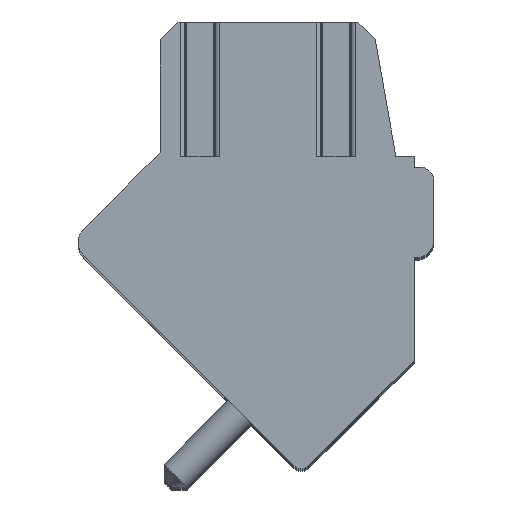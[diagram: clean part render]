
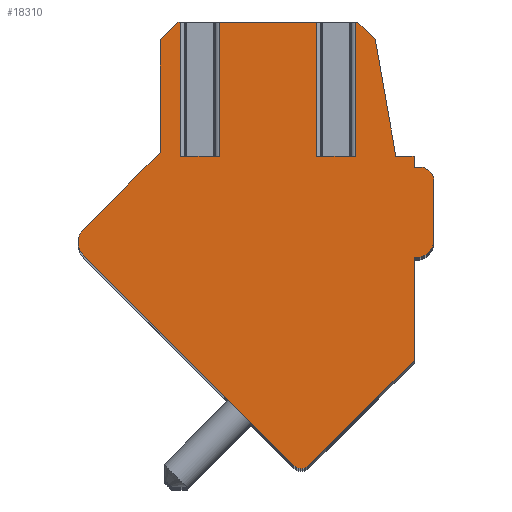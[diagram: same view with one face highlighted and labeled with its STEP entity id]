
A CAD part, top view. The second image highlights one B-rep face of the part: STEP entity #18310.
In plain terms, the highlighted planar face has unit normal (0, 0, 1).
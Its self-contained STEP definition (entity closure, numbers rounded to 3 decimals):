
#2433=DIRECTION('',(0.707,-0.707,0.));
#2434=VECTOR('',#2433,8.2);
#2435=CARTESIAN_POINT('',(-4.761,0.072,1.75));
#2436=LINE('',#2435,#2434);
#2797=DIRECTION('',(1.,0.,0.));
#2798=VECTOR('',#2797,1.07);
#2799=CARTESIAN_POINT('',(1.673,2.8,1.75));
#2800=LINE('',#2799,#2798);
#2801=DIRECTION('',(0.,1.,0.));
#2802=VECTOR('',#2801,3.7);
#2803=CARTESIAN_POINT('',(2.743,2.8,1.75));
#2804=LINE('',#2803,#2802);
#2805=DIRECTION('',(-1.,0.,0.));
#2806=VECTOR('',#2805,0.068);
#2807=CARTESIAN_POINT('',(2.811,6.5,1.75));
#2808=LINE('',#2807,#2806);
#2809=DIRECTION('',(-0.707,0.707,0.));
#2810=VECTOR('',#2809,0.677);
#2811=CARTESIAN_POINT('',(3.29,6.021,1.75));
#2812=LINE('',#2811,#2810);
#2813=DIRECTION('',(-0.174,0.985,0.));
#2814=VECTOR('',#2813,3.271);
#2815=CARTESIAN_POINT('',(3.858,2.8,1.75));
#2816=LINE('',#2815,#2814);
#2817=DIRECTION('',(-1.,0.,0.));
#2818=VECTOR('',#2817,0.5);
#2819=CARTESIAN_POINT('',(4.358,2.8,1.75));
#2820=LINE('',#2819,#2818);
#2821=DIRECTION('',(0.,1.,0.));
#2822=VECTOR('',#2821,0.3);
#2823=CARTESIAN_POINT('',(4.358,2.5,1.75));
#2824=LINE('',#2823,#2822);
#2825=DIRECTION('',(-1.,0.,0.));
#2826=VECTOR('',#2825,0.15);
#2827=CARTESIAN_POINT('',(4.508,2.5,1.75));
#2828=LINE('',#2827,#2826);
#2829=CARTESIAN_POINT('',(4.508,2.1,1.75));
#2830=DIRECTION('',(0.,0.,1.));
#2831=DIRECTION('',(1.,0.,0.));
#2832=AXIS2_PLACEMENT_3D('',#2829,#2830,#2831);
#2834=DIRECTION('',(0.,1.,0.));
#2835=VECTOR('',#2834,1.6);
#2836=CARTESIAN_POINT('',(4.908,0.5,1.75));
#2837=LINE('',#2836,#2835);
#2838=CARTESIAN_POINT('',(4.408,0.5,1.75));
#2839=DIRECTION('',(0.,0.,1.));
#2840=DIRECTION('',(0.,-1.,0.));
#2841=AXIS2_PLACEMENT_3D('',#2838,#2839,#2840);
#2843=DIRECTION('',(1.,0.,0.));
#2844=VECTOR('',#2843,0.05);
#2845=CARTESIAN_POINT('',(4.358,0.,1.75));
#2846=LINE('',#2845,#2844);
#2847=DIRECTION('',(0.,1.,0.));
#2848=VECTOR('',#2847,2.83);
#2849=CARTESIAN_POINT('',(4.358,-2.83,1.75));
#2850=LINE('',#2849,#2848);
#2851=DIRECTION('',(0.707,0.707,0.));
#2852=VECTOR('',#2851,4.096);
#2853=CARTESIAN_POINT('',(1.461,-5.727,1.75));
#2854=LINE('',#2853,#2852);
#2855=CARTESIAN_POINT('',(1.249,-5.515,1.75));
#2856=DIRECTION('',(0.,0.,1.));
#2857=DIRECTION('',(-0.707,-0.707,0.));
#2858=AXIS2_PLACEMENT_3D('',#2855,#2856,#2857);
#2860=CARTESIAN_POINT('',(-4.408,0.425,1.75));
#2861=DIRECTION('',(0.,0.,1.));
#2862=DIRECTION('',(-0.707,0.707,0.));
#2863=AXIS2_PLACEMENT_3D('',#2860,#2861,#2862);
#2865=DIRECTION('',(-0.707,-0.707,0.));
#2866=VECTOR('',#2865,2.997);
#2867=CARTESIAN_POINT('',(-2.642,2.898,1.75));
#2868=LINE('',#2867,#2866);
#2869=DIRECTION('',(0.,-1.,0.));
#2870=VECTOR('',#2869,3.111);
#2871=CARTESIAN_POINT('',(-2.642,6.009,1.75));
#2872=LINE('',#2871,#2870);
#2873=DIRECTION('',(-0.707,-0.707,0.));
#2874=VECTOR('',#2873,0.694);
#2875=CARTESIAN_POINT('',(-2.151,6.5,1.75));
#2876=LINE('',#2875,#2874);
#2877=DIRECTION('',(-1.,0.,0.));
#2878=VECTOR('',#2877,0.074);
#2879=CARTESIAN_POINT('',(-2.077,6.5,1.75));
#2880=LINE('',#2879,#2878);
#2881=DIRECTION('',(0.,1.,0.));
#2882=VECTOR('',#2881,3.7);
#2883=CARTESIAN_POINT('',(-2.077,2.8,1.75));
#2884=LINE('',#2883,#2882);
#2885=DIRECTION('',(1.,0.,0.));
#2886=VECTOR('',#2885,1.07);
#2887=CARTESIAN_POINT('',(-2.077,2.8,1.75));
#2888=LINE('',#2887,#2886);
#2889=DIRECTION('',(0.,1.,0.));
#2890=VECTOR('',#2889,3.7);
#2891=CARTESIAN_POINT('',(-1.007,2.8,1.75));
#2892=LINE('',#2891,#2890);
#2893=DIRECTION('',(-1.,0.,0.));
#2894=VECTOR('',#2893,2.68);
#2895=CARTESIAN_POINT('',(1.673,6.5,1.75));
#2896=LINE('',#2895,#2894);
#2897=DIRECTION('',(0.,1.,0.));
#2898=VECTOR('',#2897,3.7);
#2899=CARTESIAN_POINT('',(1.673,2.8,1.75));
#2900=LINE('',#2899,#2898);
#11624=CARTESIAN_POINT('',(1.673,2.8,1.75));
#11625=CARTESIAN_POINT('',(2.743,2.8,1.75));
#11626=VERTEX_POINT('',#11624);
#11627=VERTEX_POINT('',#11625);
#11628=CARTESIAN_POINT('',(2.743,6.5,1.75));
#11629=VERTEX_POINT('',#11628);
#11630=CARTESIAN_POINT('',(1.673,6.5,1.75));
#11631=VERTEX_POINT('',#11630);
#11644=CARTESIAN_POINT('',(-2.077,2.8,1.75));
#11645=CARTESIAN_POINT('',(-1.007,2.8,1.75));
#11646=VERTEX_POINT('',#11644);
#11647=VERTEX_POINT('',#11645);
#11648=CARTESIAN_POINT('',(-1.007,6.5,1.75));
#11649=VERTEX_POINT('',#11648);
#11650=CARTESIAN_POINT('',(-2.077,6.5,1.75));
#11651=VERTEX_POINT('',#11650);
#11742=CARTESIAN_POINT('',(1.037,-5.727,1.75));
#11743=CARTESIAN_POINT('',(1.461,-5.727,1.75));
#11744=VERTEX_POINT('',#11742);
#11745=VERTEX_POINT('',#11743);
#11746=CARTESIAN_POINT('',(4.358,-2.83,1.75));
#11747=VERTEX_POINT('',#11746);
#11748=CARTESIAN_POINT('',(4.358,0.,1.75));
#11749=VERTEX_POINT('',#11748);
#11750=CARTESIAN_POINT('',(4.408,0.,1.75));
#11751=VERTEX_POINT('',#11750);
#11752=CARTESIAN_POINT('',(4.908,0.5,1.75));
#11753=VERTEX_POINT('',#11752);
#11754=CARTESIAN_POINT('',(4.908,2.1,1.75));
#11755=VERTEX_POINT('',#11754);
#11756=CARTESIAN_POINT('',(4.508,2.5,1.75));
#11757=VERTEX_POINT('',#11756);
#11758=CARTESIAN_POINT('',(4.358,2.5,1.75));
#11759=VERTEX_POINT('',#11758);
#11760=CARTESIAN_POINT('',(4.358,2.8,1.75));
#11761=VERTEX_POINT('',#11760);
#11762=CARTESIAN_POINT('',(3.858,2.8,1.75));
#11763=VERTEX_POINT('',#11762);
#11764=CARTESIAN_POINT('',(3.29,6.021,1.75));
#11765=VERTEX_POINT('',#11764);
#11766=CARTESIAN_POINT('',(2.811,6.5,1.75));
#11767=VERTEX_POINT('',#11766);
#11768=CARTESIAN_POINT('',(-2.151,6.5,1.75));
#11769=CARTESIAN_POINT('',(-2.642,6.009,1.75));
#11770=VERTEX_POINT('',#11768);
#11771=VERTEX_POINT('',#11769);
#11772=CARTESIAN_POINT('',(-4.761,0.779,1.75));
#11773=CARTESIAN_POINT('',(-4.761,0.072,1.75));
#11774=VERTEX_POINT('',#11772);
#11775=VERTEX_POINT('',#11773);
#11780=CARTESIAN_POINT('',(-2.642,2.898,1.75));
#11782=VERTEX_POINT('',#11780);
#18267=CARTESIAN_POINT('',(0.,0.,1.75));
#18268=DIRECTION('',(0.,0.,1.));
#18269=DIRECTION('',(1.,0.,0.));
#18270=AXIS2_PLACEMENT_3D('',#18267,#18268,#18269);
#18271=PLANE('',#18270);
#18273=ORIENTED_EDGE('',*,*,#18272,.T.);
#18275=ORIENTED_EDGE('',*,*,#18274,.T.);
#18276=ORIENTED_EDGE('',*,*,#15072,.F.);
#18277=ORIENTED_EDGE('',*,*,#15312,.F.);
#18278=ORIENTED_EDGE('',*,*,#15326,.F.);
#18279=ORIENTED_EDGE('',*,*,#15340,.F.);
#18280=ORIENTED_EDGE('',*,*,#15457,.F.);
#18281=ORIENTED_EDGE('',*,*,#15473,.F.);
#18282=ORIENTED_EDGE('',*,*,#16183,.F.);
#18283=ORIENTED_EDGE('',*,*,#16390,.F.);
#18284=ORIENTED_EDGE('',*,*,#16597,.F.);
#18285=ORIENTED_EDGE('',*,*,#16804,.F.);
#18286=ORIENTED_EDGE('',*,*,#17018,.F.);
#18287=ORIENTED_EDGE('',*,*,#17778,.F.);
#18288=ORIENTED_EDGE('',*,*,#17972,.F.);
#18289=ORIENTED_EDGE('',*,*,#17829,.F.);
#18291=ORIENTED_EDGE('',*,*,#18290,.F.);
#18293=ORIENTED_EDGE('',*,*,#18292,.F.);
#18295=ORIENTED_EDGE('',*,*,#18294,.F.);
#18297=ORIENTED_EDGE('',*,*,#18296,.F.);
#18298=ORIENTED_EDGE('',*,*,#15104,.F.);
#18300=ORIENTED_EDGE('',*,*,#18299,.F.);
#18302=ORIENTED_EDGE('',*,*,#18301,.T.);
#18304=ORIENTED_EDGE('',*,*,#18303,.T.);
#18305=ORIENTED_EDGE('',*,*,#15088,.F.);
#18307=ORIENTED_EDGE('',*,*,#18306,.F.);
#18308=EDGE_LOOP('',(#18273,#18275,#18276,#18277,#18278,#18279,#18280,#18281,
#18282,#18283,#18284,#18285,#18286,#18287,#18288,#18289,#18291,#18293,#18295,
#18297,#18298,#18300,#18302,#18304,#18305,#18307));
#18309=FACE_OUTER_BOUND('',#18308,.F.);
#2833=CIRCLE('',#2832,0.4);
#2842=CIRCLE('',#2841,0.5);
#2859=CIRCLE('',#2858,0.3);
#2864=CIRCLE('',#2863,0.5);
#15072=EDGE_CURVE('',#11767,#11629,#2808,.T.);
#15088=EDGE_CURVE('',#11631,#11649,#2896,.T.);
#15104=EDGE_CURVE('',#11651,#11770,#2880,.T.);
#15312=EDGE_CURVE('',#11765,#11767,#2812,.T.);
#15326=EDGE_CURVE('',#11763,#11765,#2816,.T.);
#15340=EDGE_CURVE('',#11761,#11763,#2820,.T.);
#15457=EDGE_CURVE('',#11759,#11761,#2824,.T.);
#15473=EDGE_CURVE('',#11757,#11759,#2828,.T.);
#16183=EDGE_CURVE('',#11755,#11757,#2833,.T.);
#16390=EDGE_CURVE('',#11753,#11755,#2837,.T.);
#16597=EDGE_CURVE('',#11751,#11753,#2842,.T.);
#16804=EDGE_CURVE('',#11749,#11751,#2846,.T.);
#17018=EDGE_CURVE('',#11747,#11749,#2850,.T.);
#17778=EDGE_CURVE('',#11745,#11747,#2854,.T.);
#17829=EDGE_CURVE('',#11775,#11744,#2436,.T.);
#17972=EDGE_CURVE('',#11744,#11745,#2859,.T.);
#18272=EDGE_CURVE('',#11626,#11627,#2800,.T.);
#18274=EDGE_CURVE('',#11627,#11629,#2804,.T.);
#18290=EDGE_CURVE('',#11774,#11775,#2864,.T.);
#18292=EDGE_CURVE('',#11782,#11774,#2868,.T.);
#18294=EDGE_CURVE('',#11771,#11782,#2872,.T.);
#18296=EDGE_CURVE('',#11770,#11771,#2876,.T.);
#18299=EDGE_CURVE('',#11646,#11651,#2884,.T.);
#18301=EDGE_CURVE('',#11646,#11647,#2888,.T.);
#18303=EDGE_CURVE('',#11647,#11649,#2892,.T.);
#18306=EDGE_CURVE('',#11626,#11631,#2900,.T.);
#18310=ADVANCED_FACE('',(#18309),#18271,.T.);
